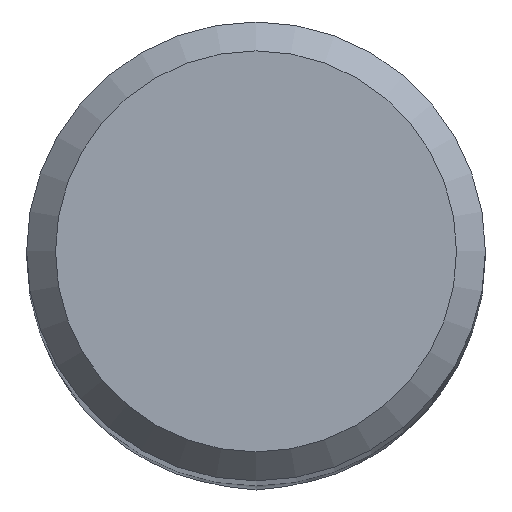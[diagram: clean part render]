
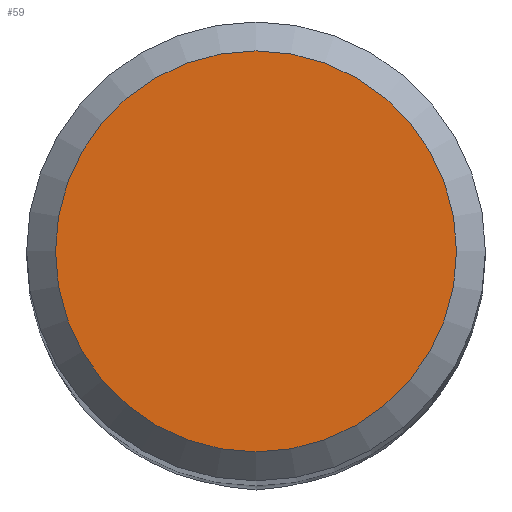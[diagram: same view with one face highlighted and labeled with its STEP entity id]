
A CAD part, top view. The second image highlights one B-rep face of the part: STEP entity #59.
In plain terms, the highlighted planar face has unit normal (0, 0, 1).
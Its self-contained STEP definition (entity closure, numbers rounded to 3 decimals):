
#44=PLANE('',#188);
#47=FACE_OUTER_BOUND('',#88,.T.);
#59=ADVANCED_FACE('',(#47),#44,.F.);
#88=EDGE_LOOP('',(#104));
#104=ORIENTED_EDGE('',*,*,#127,.T.);
#118=VERTEX_POINT('',#307);
#127=EDGE_CURVE('',#118,#118,#133,.T.);
#133=CIRCLE('',#187,3.469);
#187=AXIS2_PLACEMENT_3D('',#306,#216,#217);
#188=AXIS2_PLACEMENT_3D('',#308,#218,#219);
#216=DIRECTION('',(0.,0.,1.));
#217=DIRECTION('',(-1.,0.,0.));
#218=DIRECTION('',(0.,0.,-1.));
#219=DIRECTION('',(-1.,0.,0.));
#306=CARTESIAN_POINT('',(0.,0.,0.));
#307=CARTESIAN_POINT('',(-3.469,0.,0.));
#308=CARTESIAN_POINT('',(0.,3.969,0.));
